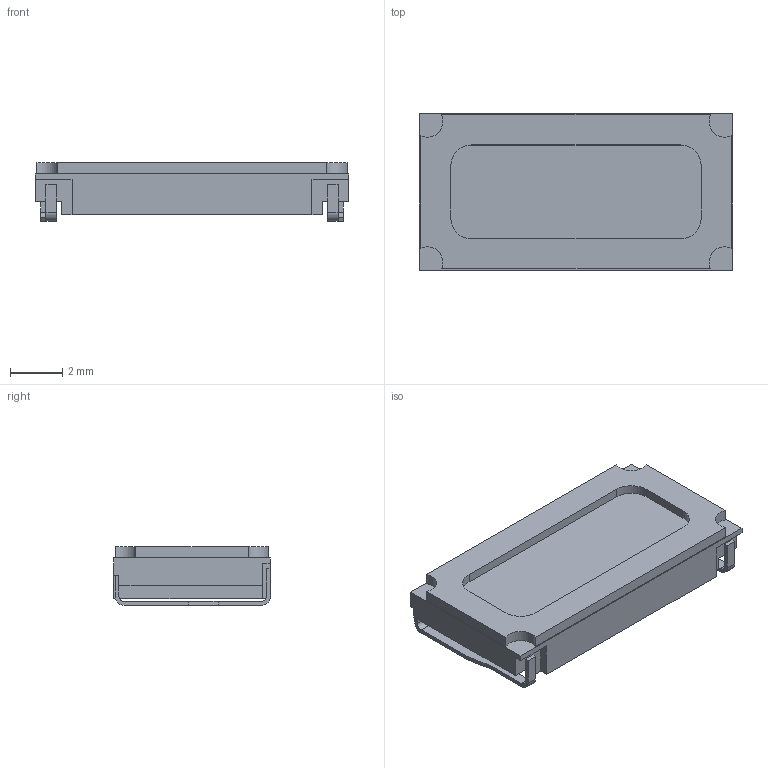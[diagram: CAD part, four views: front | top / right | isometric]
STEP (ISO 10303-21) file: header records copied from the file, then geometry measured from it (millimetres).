
FILE_DESCRIPTION(('FreeCAD Model'),'2;1');
FILE_NAME('Speaker_CUI_CMR-1206S-67.step','2020-04-21T11:58:37',('kicad StepUp'),('ksu MCAD'), 'Open CASCADE STEP processor 7.3','FreeCAD','Unknown');
FILE_SCHEMA(('AUTOMOTIVE_DESIGN { 1 0 10303 214 1 1 1 1 }'));
Length unit declared in the file: millimetre
Products named in the file (1): Speaker_CUI_CMR-1206S-67
Bounding box: 12 x 6 x 2.25 mm (x, y, z)
Volume: 124.4 mm3; surface area: 242.3 mm2
Topology: 1 solids, 1 shells, 70 faces, 194 edges, 128 vertices
Faces by surface type: plane 54, cylinder 16
Entity records: 2722 total; most frequent: CARTESIAN_POINT 393, ORIENTED_EDGE 388, DIRECTION 368, EDGE_CURVE 194, LINE 162, VECTOR 162, VERTEX_POINT 128, AXIS2_PLACEMENT_3D 103
